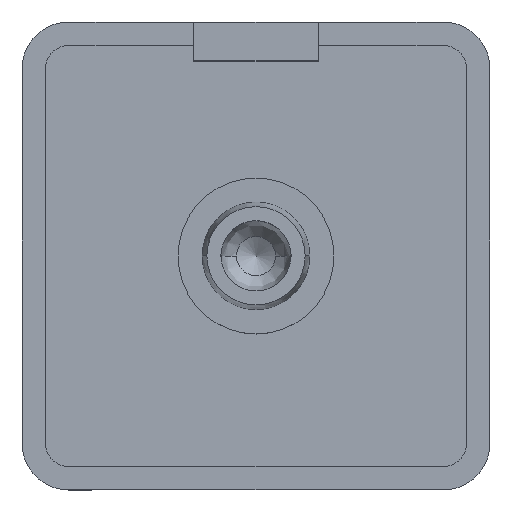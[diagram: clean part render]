
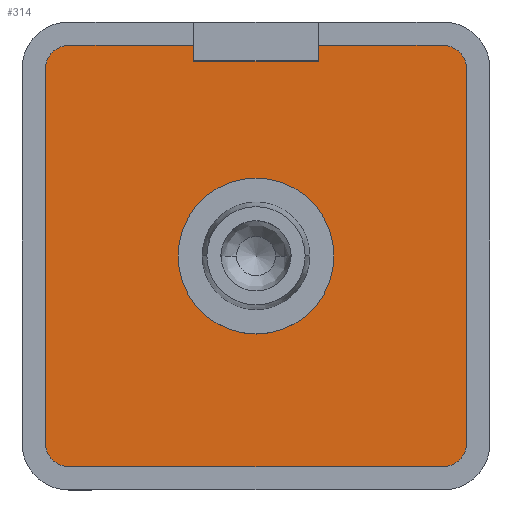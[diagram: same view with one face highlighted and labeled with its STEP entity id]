
A CAD part, top view. The second image highlights one B-rep face of the part: STEP entity #314.
In plain terms, the highlighted planar face has unit normal (0, 0, 1).
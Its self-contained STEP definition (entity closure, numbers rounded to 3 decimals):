
#15 = VERTEX_POINT ( 'NONE', #914 ) ;
#24 = VECTOR ( 'NONE', #521, 1000. ) ;
#33 = CARTESIAN_POINT ( 'NONE',  ( 4., 13.5, 2. ) ) ;
#42 = CARTESIAN_POINT ( 'NONE',  ( 0., 0., 2. ) ) ;
#45 = ORIENTED_EDGE ( 'NONE', *, *, #1285, .F. ) ;
#50 = DIRECTION ( 'NONE',  ( 1., 0., 0. ) ) ;
#93 = EDGE_CURVE ( 'NONE', #1623, #15, #1127, .T. ) ;
#118 = VERTEX_POINT ( 'NONE', #1371 ) ;
#126 = EDGE_CURVE ( 'NONE', #761, #880, #986, .T. ) ;
#127 = CIRCLE ( 'NONE', #231, 5. ) ;
#131 = AXIS2_PLACEMENT_3D ( 'NONE', #258, #1347, #913 ) ;
#166 = CARTESIAN_POINT ( 'NONE',  ( 12., -12., 2. ) ) ;
#168 = AXIS2_PLACEMENT_3D ( 'NONE', #42, #995, #1493 ) ;
#179 = EDGE_CURVE ( 'NONE', #988, #1264, #372, .T. ) ;
#184 = CIRCLE ( 'NONE', #1345, 1.5 ) ;
#223 = EDGE_CURVE ( 'NONE', #511, #969, #912, .T. ) ;
#231 = AXIS2_PLACEMENT_3D ( 'NONE', #268, #1320, #278 ) ;
#234 = AXIS2_PLACEMENT_3D ( 'NONE', #948, #1063, #1203 ) ;
#250 = ORIENTED_EDGE ( 'NONE', *, *, #126, .F. ) ;
#258 = CARTESIAN_POINT ( 'NONE',  ( -12., 12., 2. ) ) ;
#265 = ORIENTED_EDGE ( 'NONE', *, *, #223, .F. ) ;
#268 = CARTESIAN_POINT ( 'NONE',  ( 0., 0., 2. ) ) ;
#276 = EDGE_CURVE ( 'NONE', #15, #1623, #127, .T. ) ;
#278 = DIRECTION ( 'NONE',  ( 0., 1., 0. ) ) ;
#288 = ORIENTED_EDGE ( 'NONE', *, *, #179, .T. ) ;
#314 = ADVANCED_FACE ( 'NONE', ( #1189, #395 ), #921, .T. ) ;
#321 = VECTOR ( 'NONE', #1183, 1000. ) ;
#345 = LINE ( 'NONE', #732, #1182 ) ;
#367 = CARTESIAN_POINT ( 'NONE',  ( -12., 13.5, 2. ) ) ;
#369 = CARTESIAN_POINT ( 'NONE',  ( 4., 12.5, 2. ) ) ;
#372 = CIRCLE ( 'NONE', #754, 1.5 ) ;
#373 = ORIENTED_EDGE ( 'NONE', *, *, #276, .T. ) ;
#375 = CIRCLE ( 'NONE', #131, 1.5 ) ;
#395 = FACE_OUTER_BOUND ( 'NONE', #1675, .T. ) ;
#404 = VERTEX_POINT ( 'NONE', #1485 ) ;
#406 = CARTESIAN_POINT ( 'NONE',  ( -13.5, -13.5, 2. ) ) ;
#430 = CARTESIAN_POINT ( 'NONE',  ( -13.5, -12., 2. ) ) ;
#433 = VECTOR ( 'NONE', #1279, 1000. ) ;
#478 = CARTESIAN_POINT ( 'NONE',  ( -4., 13.5, 2. ) ) ;
#493 = CARTESIAN_POINT ( 'NONE',  ( 13.5, 12., 2. ) ) ;
#502 = EDGE_CURVE ( 'NONE', #404, #1264, #555, .T. ) ;
#511 = VERTEX_POINT ( 'NONE', #493 ) ;
#521 = DIRECTION ( 'NONE',  ( 0., -1., 0. ) ) ;
#550 = LINE ( 'NONE', #1211, #321 ) ;
#555 = LINE ( 'NONE', #1273, #726 ) ;
#577 = ORIENTED_EDGE ( 'NONE', *, *, #1356, .T. ) ;
#601 = LINE ( 'NONE', #620, #1449 ) ;
#620 = CARTESIAN_POINT ( 'NONE',  ( 4., -13.5, 2. ) ) ;
#726 = VECTOR ( 'NONE', #1291, 1000. ) ;
#728 = DIRECTION ( 'NONE',  ( 0., 0., 1. ) ) ;
#732 = CARTESIAN_POINT ( 'NONE',  ( -13.5, -12., 2. ) ) ;
#754 = AXIS2_PLACEMENT_3D ( 'NONE', #764, #728, #1652 ) ;
#761 = VERTEX_POINT ( 'NONE', #1171 ) ;
#764 = CARTESIAN_POINT ( 'NONE',  ( -12., -12., 2. ) ) ;
#776 = EDGE_CURVE ( 'NONE', #988, #1366, #345, .T. ) ;
#779 = EDGE_CURVE ( 'NONE', #1348, #880, #601, .T. ) ;
#822 = EDGE_CURVE ( 'NONE', #1348, #118, #1407, .T. ) ;
#827 = CARTESIAN_POINT ( 'NONE',  ( -4., 12.5, 2. ) ) ;
#880 = VERTEX_POINT ( 'NONE', #369 ) ;
#885 = DIRECTION ( 'NONE',  ( 0., 1., 0. ) ) ;
#894 = DIRECTION ( 'NONE',  ( 1., 0., 0. ) ) ;
#911 = CARTESIAN_POINT ( 'NONE',  ( 0., -5., 2. ) ) ;
#912 = LINE ( 'NONE', #1593, #24 ) ;
#913 = DIRECTION ( 'NONE',  ( 0., 1., 0. ) ) ;
#914 = CARTESIAN_POINT ( 'NONE',  ( 0., 5., 2. ) ) ;
#920 = VERTEX_POINT ( 'NONE', #1062 ) ;
#921 = PLANE ( 'NONE',  #1116 ) ;
#931 = CIRCLE ( 'NONE', #234, 1.5 ) ;
#936 = DIRECTION ( 'NONE',  ( 0., 0., 1. ) ) ;
#948 = CARTESIAN_POINT ( 'NONE',  ( 12., 12., 2. ) ) ;
#965 = EDGE_CURVE ( 'NONE', #761, #1247, #550, .T. ) ;
#969 = VERTEX_POINT ( 'NONE', #1140 ) ;
#986 = LINE ( 'NONE', #827, #1617 ) ;
#988 = VERTEX_POINT ( 'NONE', #430 ) ;
#995 = DIRECTION ( 'NONE',  ( 0., 0., -1. ) ) ;
#1033 = ORIENTED_EDGE ( 'NONE', *, *, #1074, .T. ) ;
#1062 = CARTESIAN_POINT ( 'NONE',  ( -12., 13.5, 2. ) ) ;
#1063 = DIRECTION ( 'NONE',  ( 0., 0., 1. ) ) ;
#1074 = EDGE_CURVE ( 'NONE', #511, #118, #931, .T. ) ;
#1078 = ORIENTED_EDGE ( 'NONE', *, *, #93, .T. ) ;
#1087 = CARTESIAN_POINT ( 'NONE',  ( -13.5, 12., 2. ) ) ;
#1116 = AXIS2_PLACEMENT_3D ( 'NONE', #406, #936, #1337 ) ;
#1127 = CIRCLE ( 'NONE', #168, 5. ) ;
#1140 = CARTESIAN_POINT ( 'NONE',  ( 13.5, -12., 2. ) ) ;
#1150 = EDGE_LOOP ( 'NONE', ( #373, #1078 ) ) ;
#1160 = CARTESIAN_POINT ( 'NONE',  ( -12., -13.5, 2. ) ) ;
#1171 = CARTESIAN_POINT ( 'NONE',  ( -4., 12.5, 2. ) ) ;
#1182 = VECTOR ( 'NONE', #885, 1000. ) ;
#1183 = DIRECTION ( 'NONE',  ( 0., 1., 0. ) ) ;
#1188 = ORIENTED_EDGE ( 'NONE', *, *, #502, .F. ) ;
#1189 = FACE_BOUND ( 'NONE', #1150, .T. ) ;
#1203 = DIRECTION ( 'NONE',  ( 0., 1., 0. ) ) ;
#1211 = CARTESIAN_POINT ( 'NONE',  ( -4., -13.5, 2. ) ) ;
#1222 = ORIENTED_EDGE ( 'NONE', *, *, #776, .F. ) ;
#1247 = VERTEX_POINT ( 'NONE', #478 ) ;
#1264 = VERTEX_POINT ( 'NONE', #1160 ) ;
#1273 = CARTESIAN_POINT ( 'NONE',  ( -12., -13.5, 2. ) ) ;
#1279 = DIRECTION ( 'NONE',  ( 1., 0., 0. ) ) ;
#1285 = EDGE_CURVE ( 'NONE', #920, #1247, #1543, .T. ) ;
#1291 = DIRECTION ( 'NONE',  ( -1., 0., 0. ) ) ;
#1295 = CARTESIAN_POINT ( 'NONE',  ( 4., 13.5, 2. ) ) ;
#1320 = DIRECTION ( 'NONE',  ( 0., 0., -1. ) ) ;
#1337 = DIRECTION ( 'NONE',  ( 1., 0., 0. ) ) ;
#1338 = DIRECTION ( 'NONE',  ( 0., 0., 1. ) ) ;
#1345 = AXIS2_PLACEMENT_3D ( 'NONE', #166, #1338, #1572 ) ;
#1347 = DIRECTION ( 'NONE',  ( 0., 0., 1. ) ) ;
#1348 = VERTEX_POINT ( 'NONE', #33 ) ;
#1351 = EDGE_CURVE ( 'NONE', #404, #969, #184, .T. ) ;
#1356 = EDGE_CURVE ( 'NONE', #920, #1366, #375, .T. ) ;
#1365 = VECTOR ( 'NONE', #894, 1000. ) ;
#1366 = VERTEX_POINT ( 'NONE', #1087 ) ;
#1371 = CARTESIAN_POINT ( 'NONE',  ( 12., 13.5, 2. ) ) ;
#1374 = ORIENTED_EDGE ( 'NONE', *, *, #1351, .T. ) ;
#1403 = ORIENTED_EDGE ( 'NONE', *, *, #965, .T. ) ;
#1407 = LINE ( 'NONE', #1295, #433 ) ;
#1449 = VECTOR ( 'NONE', #1520, 1000. ) ;
#1485 = CARTESIAN_POINT ( 'NONE',  ( 12., -13.5, 2. ) ) ;
#1493 = DIRECTION ( 'NONE',  ( 0., 1., 0. ) ) ;
#1520 = DIRECTION ( 'NONE',  ( 0., -1., 0. ) ) ;
#1543 = LINE ( 'NONE', #367, #1365 ) ;
#1551 = ORIENTED_EDGE ( 'NONE', *, *, #822, .F. ) ;
#1572 = DIRECTION ( 'NONE',  ( 0., 1., 0. ) ) ;
#1593 = CARTESIAN_POINT ( 'NONE',  ( 13.5, -12., 2. ) ) ;
#1617 = VECTOR ( 'NONE', #50, 1000. ) ;
#1623 = VERTEX_POINT ( 'NONE', #911 ) ;
#1643 = ORIENTED_EDGE ( 'NONE', *, *, #779, .T. ) ;
#1652 = DIRECTION ( 'NONE',  ( 0., 1., 0. ) ) ;
#1675 = EDGE_LOOP ( 'NONE', ( #1033, #1551, #1643, #250, #1403, #45, #577, #1222, #288, #1188, #1374, #265 ) ) ;
